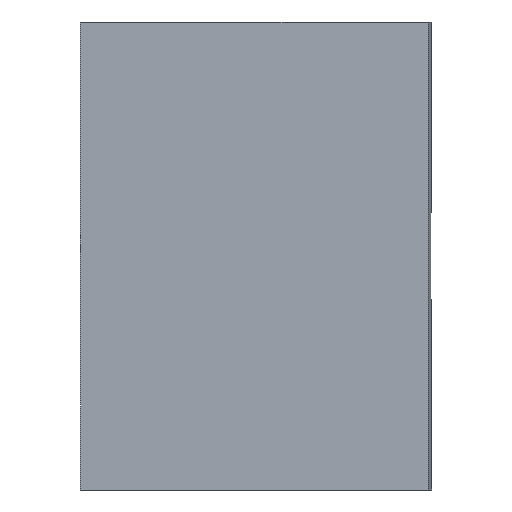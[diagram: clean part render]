
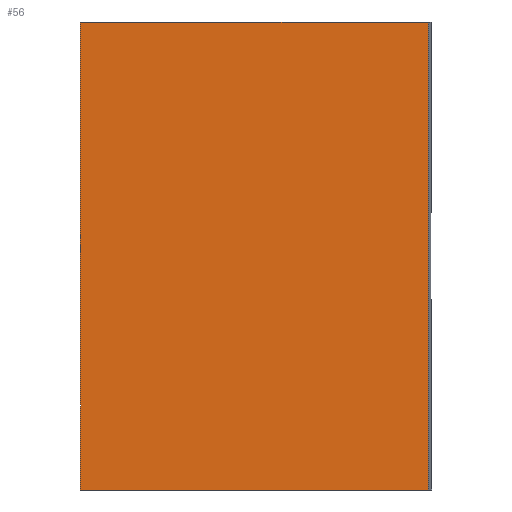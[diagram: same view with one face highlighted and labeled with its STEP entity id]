
A CAD part, left-side view. The second image highlights one B-rep face of the part: STEP entity #56.
In plain terms, the highlighted planar face has unit normal (-1, 0, 0).
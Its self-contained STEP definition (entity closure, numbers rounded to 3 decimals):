
#56 = ADVANCED_FACE( '', ( #110 ), #111, .F. );
#110 = FACE_OUTER_BOUND( '', #160, .T. );
#111 = PLANE( '', #161 );
#160 = EDGE_LOOP( '', ( #264, #265, #266, #267 ) );
#161 = AXIS2_PLACEMENT_3D( '', #268, #269, #270 );
#264 = ORIENTED_EDGE( '', *, *, #350, .T. );
#265 = ORIENTED_EDGE( '', *, *, #348, .F. );
#266 = ORIENTED_EDGE( '', *, *, #335, .F. );
#267 = ORIENTED_EDGE( '', *, *, #354, .T. );
#268 = CARTESIAN_POINT( '', ( 0., 0., 20. ) );
#269 = DIRECTION( '', ( 1., 0., 0. ) );
#270 = DIRECTION( '', ( 0., 0., -1. ) );
#335 = EDGE_CURVE( '', #405, #406, #407, .T. );
#348 = EDGE_CURVE( '', #406, #423, #425, .T. );
#350 = EDGE_CURVE( '', #427, #423, #428, .T. );
#354 = EDGE_CURVE( '', #405, #427, #432, .T. );
#405 = VERTEX_POINT( '', #514 );
#406 = VERTEX_POINT( '', #515 );
#407 = LINE( '', #516, #517 );
#423 = VERTEX_POINT( '', #538 );
#425 = LINE( '', #540, #541 );
#427 = VERTEX_POINT( '', #543 );
#428 = LINE( '', #544, #545 );
#432 = LINE( '', #551, #552 );
#514 = CARTESIAN_POINT( '', ( 0., 0., 20. ) );
#515 = CARTESIAN_POINT( '', ( 0., -29.732, 20. ) );
#516 = CARTESIAN_POINT( '', ( 0., 0., 20. ) );
#517 = VECTOR( '', #592, 1000. );
#538 = CARTESIAN_POINT( '', ( 0., -29.732, -20. ) );
#540 = CARTESIAN_POINT( '', ( 0., -29.732, 20. ) );
#541 = VECTOR( '', #610, 1000. );
#543 = CARTESIAN_POINT( '', ( 0., 0., -20. ) );
#544 = CARTESIAN_POINT( '', ( 0., 0., -20. ) );
#545 = VECTOR( '', #611, 1000. );
#551 = CARTESIAN_POINT( '', ( 0., 0., 20. ) );
#552 = VECTOR( '', #614, 1000. );
#592 = DIRECTION( '', ( 0., -1., 0. ) );
#610 = DIRECTION( '', ( 0., 0., -1. ) );
#611 = DIRECTION( '', ( 0., -1., 0. ) );
#614 = DIRECTION( '', ( 0., 0., -1. ) );
